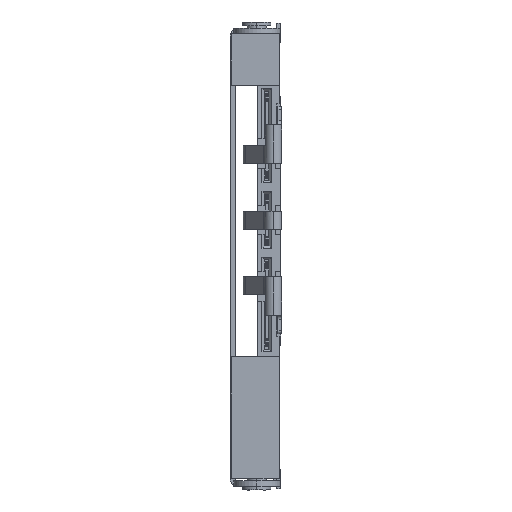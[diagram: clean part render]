
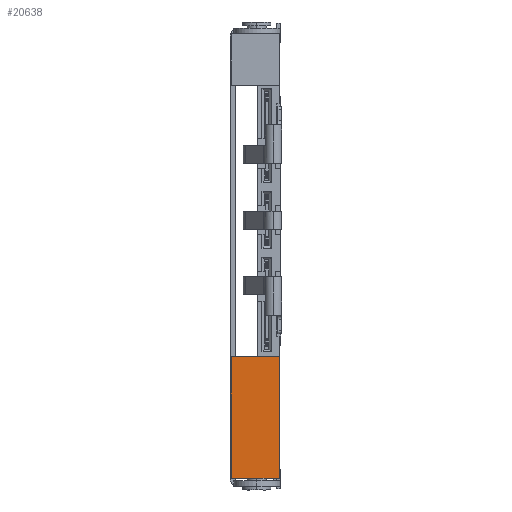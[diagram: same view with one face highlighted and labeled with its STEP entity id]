
A CAD part, left-side view. The second image highlights one B-rep face of the part: STEP entity #20638.
In plain terms, the highlighted planar face has unit normal (-1, 0, 0).
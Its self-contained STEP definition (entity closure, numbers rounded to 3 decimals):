
#1986 = EDGE_CURVE ( 'NONE', #2747, #20255, #9187, .T. ) ;
#2578 = VECTOR ( 'NONE', #11463, 1000. ) ;
#2747 = VERTEX_POINT ( 'NONE', #9127 ) ;
#3303 = PLANE ( 'NONE',  #22576 ) ;
#3455 = FACE_OUTER_BOUND ( 'NONE', #26588, .T. ) ;
#5080 = EDGE_CURVE ( 'NONE', #9800, #25798, #22659, .T. ) ;
#7452 = ORIENTED_EDGE ( 'NONE', *, *, #1986, .T. ) ;
#8430 = CARTESIAN_POINT ( 'NONE',  ( -9.375, 0.05, -9.99 ) ) ;
#9083 = CARTESIAN_POINT ( 'NONE',  ( -9.375, 1.9, -9.99 ) ) ;
#9127 = CARTESIAN_POINT ( 'NONE',  ( -9.375, 0.05, -5.29 ) ) ;
#9187 = LINE ( 'NONE', #16371, #2578 ) ;
#9200 = ORIENTED_EDGE ( 'NONE', *, *, #28848, .F. ) ;
#9800 = VERTEX_POINT ( 'NONE', #22922 ) ;
#10929 = DIRECTION ( 'NONE',  ( 0., 0., 1. ) ) ;
#11463 = DIRECTION ( 'NONE',  ( 0., 1., 0. ) ) ;
#12250 = LINE ( 'NONE', #27553, #24718 ) ;
#14215 = DIRECTION ( 'NONE',  ( 0., 0., 1. ) ) ;
#15826 = ORIENTED_EDGE ( 'NONE', *, *, #5080, .F. ) ;
#16155 = LINE ( 'NONE', #26605, #29385 ) ;
#16269 = ORIENTED_EDGE ( 'NONE', *, *, #17315, .T. ) ;
#16371 = CARTESIAN_POINT ( 'NONE',  ( -9.375, 0.05, -5.29 ) ) ;
#17124 = CARTESIAN_POINT ( 'NONE',  ( -9.375, 1.9, -5.29 ) ) ;
#17315 = EDGE_CURVE ( 'NONE', #9800, #2747, #16155, .T. ) ;
#20255 = VERTEX_POINT ( 'NONE', #17124 ) ;
#20638 = ADVANCED_FACE ( 'NONE', ( #3455 ), #3303, .T. ) ;
#21877 = VECTOR ( 'NONE', #25068, 1000. ) ;
#22548 = CARTESIAN_POINT ( 'NONE',  ( -9.375, 0.05, -9.99 ) ) ;
#22576 = AXIS2_PLACEMENT_3D ( 'NONE', #8430, #25823, #10929 ) ;
#22659 = LINE ( 'NONE', #22548, #21877 ) ;
#22922 = CARTESIAN_POINT ( 'NONE',  ( -9.375, 0.05, -9.99 ) ) ;
#24718 = VECTOR ( 'NONE', #30046, 1000. ) ;
#25068 = DIRECTION ( 'NONE',  ( 0., 1., 0. ) ) ;
#25798 = VERTEX_POINT ( 'NONE', #9083 ) ;
#25823 = DIRECTION ( 'NONE',  ( -1., 0., 0. ) ) ;
#26588 = EDGE_LOOP ( 'NONE', ( #16269, #7452, #9200, #15826 ) ) ;
#26605 = CARTESIAN_POINT ( 'NONE',  ( -9.375, 0.05, 7.21 ) ) ;
#27553 = CARTESIAN_POINT ( 'NONE',  ( -9.375, 1.9, 7.21 ) ) ;
#28848 = EDGE_CURVE ( 'NONE', #25798, #20255, #12250, .T. ) ;
#29385 = VECTOR ( 'NONE', #14215, 1000. ) ;
#30046 = DIRECTION ( 'NONE',  ( 0., 0., 1. ) ) ;
